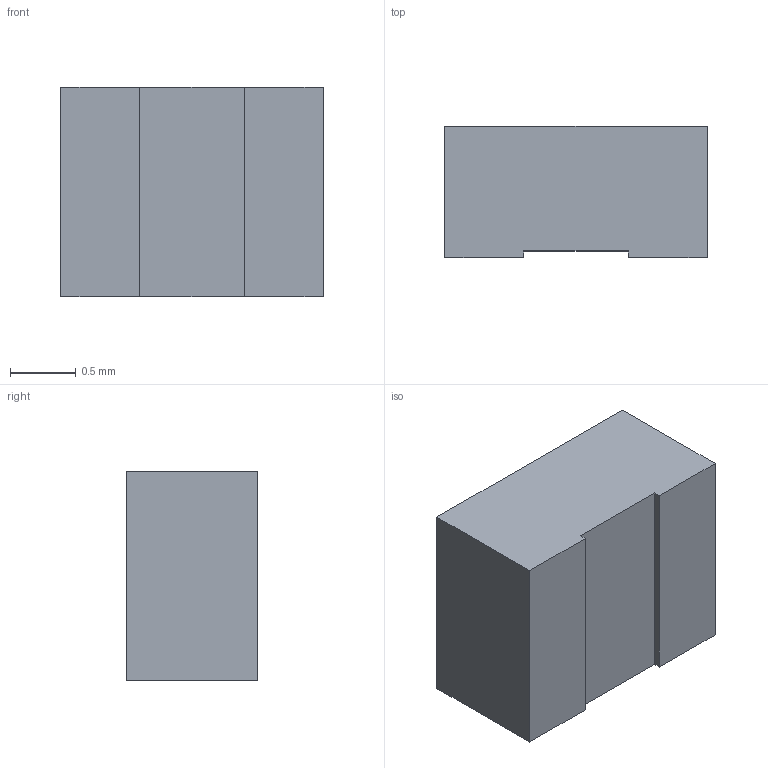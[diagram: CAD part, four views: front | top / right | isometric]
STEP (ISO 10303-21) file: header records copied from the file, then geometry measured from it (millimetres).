
FILE_DESCRIPTION (( 'STEP AP214' ), '1' );
FILE_NAME ('AOTA-B201610S2R2MT.STEP', '2024-06-26T14:55:33', ( '' ), ( '' ), 'SwSTEP 2.0', 'SolidWorks 2023', '' );
FILE_SCHEMA (( 'AUTOMOTIVE_DESIGN' ));
Length unit declared in the file: millimetre
Products named in the file (1): AOTA-B201610S2R2MT
Bounding box: 2 x 1 x 1.6 mm (x, y, z)
Volume: 3.1 mm3; surface area: 13.7 mm2
Topology: 1 solids, 1 shells, 162 faces, 417 edges, 278 vertices
Faces by surface type: plane 97, bspline 65
Entity records: 10716 total; most frequent: CARTESIAN_POINT 5403, ORIENTED_EDGE 834, DIRECTION 483, EDGE_CURVE 417, VECTOR 287, LINE 287, VERTEX_POINT 278, EDGE_LOOP 183
